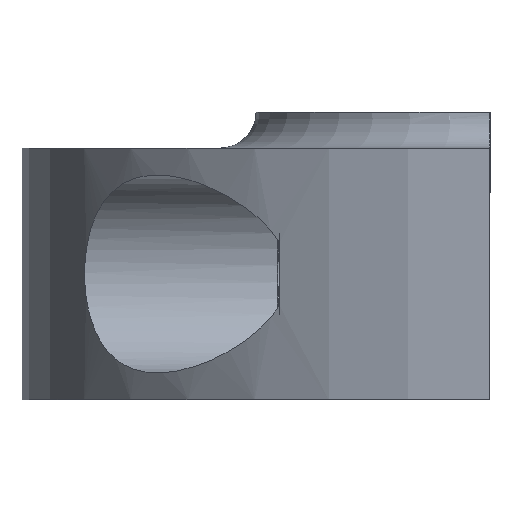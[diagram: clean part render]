
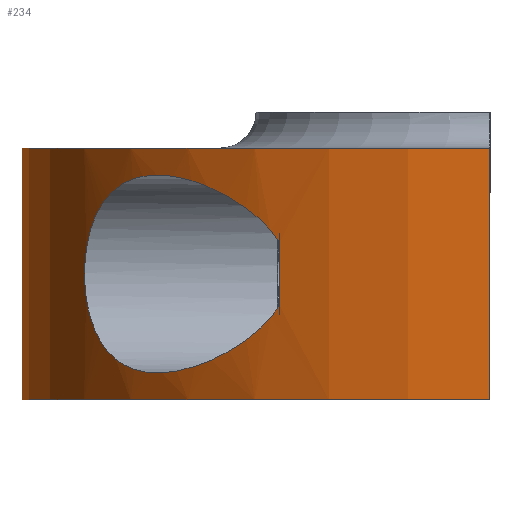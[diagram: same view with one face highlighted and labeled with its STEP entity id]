
A CAD part, left-side view. The second image highlights one B-rep face of the part: STEP entity #234.
In plain terms, the highlighted cylindrical face has radius 13.5 mm (diameter 27 mm), a partial arc.
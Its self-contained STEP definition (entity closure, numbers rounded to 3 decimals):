
#20=CYLINDRICAL_SURFACE('',#273,13.5);
#24=FACE_BOUND('',#93,.T.);
#25=FACE_BOUND('',#94,.T.);
#33=LINE('',#388,#47);
#34=LINE('',#430,#48);
#40=LINE('',#486,#54);
#41=LINE('',#490,#55);
#47=VECTOR('',#299,10.);
#48=VECTOR('',#308,10.);
#54=VECTOR('',#334,10.);
#55=VECTOR('',#339,10.);
#75=FACE_OUTER_BOUND('',#92,.T.);
#92=EDGE_LOOP('',(#203,#204,#205,#206));
#93=EDGE_LOOP('',(#207,#208));
#94=EDGE_LOOP('',(#209,#210));
#101=CIRCLE('',#257,13.5);
#107=CIRCLE('',#274,13.5);
#110=B_SPLINE_CURVE_WITH_KNOTS('',3,(#393,#394,#395,#396,#397,#398,#399,
#400,#401,#402,#403,#404,#405,#406,#407,#408,#409,#410,#411,#412,#413,#414,
#415,#416,#417,#418,#419,#420,#421,#422,#423,#424,#425,#426),
 .UNSPECIFIED.,.F.,.F.,(4,2,2,2,2,2,2,2,2,2,2,2,2,2,2,2,4),(0.095,
0.111,0.222,0.388,0.555,
0.688,0.821,0.922,1.024,
1.125,1.226,1.359,1.492,1.659,
1.825,1.936,1.952),.UNSPECIFIED.);
#111=B_SPLINE_CURVE_WITH_KNOTS('',3,(#435,#436,#437,#438,#439,#440,#441,
#442,#443,#444,#445,#446,#447,#448,#449,#450,#451,#452,#453,#454,#455,#456,
#457,#458,#459,#460,#461,#462,#463,#464,#465,#466,#467,#468),
 .UNSPECIFIED.,.F.,.F.,(4,2,2,2,2,2,2,2,2,2,2,2,2,2,2,2,4),(0.09,
0.095,0.248,0.397,0.545,
0.678,0.811,0.912,1.014,
1.115,1.217,1.349,1.482,1.649,
1.815,1.926,1.942),.UNSPECIFIED.);
#118=VERTEX_POINT('',#380);
#119=VERTEX_POINT('',#382);
#120=VERTEX_POINT('',#386);
#121=VERTEX_POINT('',#387);
#123=VERTEX_POINT('',#428);
#124=VERTEX_POINT('',#429);
#130=VERTEX_POINT('',#484);
#131=VERTEX_POINT('',#488);
#140=EDGE_CURVE('',#118,#119,#101,.T.);
#142=EDGE_CURVE('',#120,#121,#33,.T.);
#145=EDGE_CURVE('',#121,#120,#110,.T.);
#146=EDGE_CURVE('',#123,#124,#34,.T.);
#149=EDGE_CURVE('',#124,#123,#111,.T.);
#158=EDGE_CURVE('',#130,#119,#40,.T.);
#159=EDGE_CURVE('',#131,#130,#107,.T.);
#160=EDGE_CURVE('',#131,#118,#41,.T.);
#203=ORIENTED_EDGE('',*,*,#159,.T.);
#204=ORIENTED_EDGE('',*,*,#158,.T.);
#205=ORIENTED_EDGE('',*,*,#140,.F.);
#206=ORIENTED_EDGE('',*,*,#160,.F.);
#207=ORIENTED_EDGE('',*,*,#145,.T.);
#208=ORIENTED_EDGE('',*,*,#142,.T.);
#209=ORIENTED_EDGE('',*,*,#149,.T.);
#210=ORIENTED_EDGE('',*,*,#146,.T.);
#234=ADVANCED_FACE('',(#75,#24,#25),#20,.T.);
#257=AXIS2_PLACEMENT_3D('',#383,#294,#295);
#273=AXIS2_PLACEMENT_3D('',#487,#335,#336);
#274=AXIS2_PLACEMENT_3D('',#489,#337,#338);
#294=DIRECTION('center_axis',(0.,0.,1.));
#295=DIRECTION('ref_axis',(0.999,0.037,0.));
#299=DIRECTION('',(0.,0.,-1.));
#308=DIRECTION('',(0.,0.,1.));
#334=DIRECTION('',(0.,0.,1.));
#335=DIRECTION('center_axis',(0.,0.,1.));
#336=DIRECTION('ref_axis',(0.999,0.037,0.));
#337=DIRECTION('center_axis',(0.,0.,1.));
#338=DIRECTION('ref_axis',(0.999,0.037,0.));
#339=DIRECTION('',(0.,0.,1.));
#380=CARTESIAN_POINT('',(13.491,0.5,7.));
#382=CARTESIAN_POINT('',(-13.491,0.5,7.));
#383=CARTESIAN_POINT('Origin',(0.,0.,7.));
#386=CARTESIAN_POINT('',(-11.916,6.346,4.376));
#387=CARTESIAN_POINT('',(-11.916,6.346,2.624));
#388=CARTESIAN_POINT('',(-11.916,6.346,0.));
#393=CARTESIAN_POINT('Ctrl Pts',(-11.916,6.346,2.624));
#394=CARTESIAN_POINT('Ctrl Pts',(-11.901,6.372,2.581));
#395=CARTESIAN_POINT('Ctrl Pts',(-11.886,6.4,2.538));
#396=CARTESIAN_POINT('Ctrl Pts',(-11.757,6.638,2.201));
#397=CARTESIAN_POINT('Ctrl Pts',(-11.601,6.911,1.947));
#398=CARTESIAN_POINT('Ctrl Pts',(-11.189,7.567,1.44));
#399=CARTESIAN_POINT('Ctrl Pts',(-10.875,8.019,1.189));
#400=CARTESIAN_POINT('Ctrl Pts',(-10.157,8.911,0.843));
#401=CARTESIAN_POINT('Ctrl Pts',(-9.753,9.35,0.75));
#402=CARTESIAN_POINT('Ctrl Pts',(-9.034,10.042,0.75));
#403=CARTESIAN_POINT('Ctrl Pts',(-8.671,10.356,0.81));
#404=CARTESIAN_POINT('Ctrl Pts',(-7.968,10.907,1.102));
#405=CARTESIAN_POINT('Ctrl Pts',(-7.627,11.144,1.335));
#406=CARTESIAN_POINT('Ctrl Pts',(-7.144,11.457,1.862));
#407=CARTESIAN_POINT('Ctrl Pts',(-6.953,11.573,2.154));
#408=CARTESIAN_POINT('Ctrl Pts',(-6.695,11.724,2.804));
#409=CARTESIAN_POINT('Ctrl Pts',(-6.629,11.761,3.162));
#410=CARTESIAN_POINT('Ctrl Pts',(-6.629,11.761,3.838));
#411=CARTESIAN_POINT('Ctrl Pts',(-6.695,11.724,4.196));
#412=CARTESIAN_POINT('Ctrl Pts',(-6.953,11.573,4.846));
#413=CARTESIAN_POINT('Ctrl Pts',(-7.144,11.457,5.138));
#414=CARTESIAN_POINT('Ctrl Pts',(-7.627,11.144,5.665));
#415=CARTESIAN_POINT('Ctrl Pts',(-7.968,10.907,5.898));
#416=CARTESIAN_POINT('Ctrl Pts',(-8.671,10.356,6.19));
#417=CARTESIAN_POINT('Ctrl Pts',(-9.034,10.042,6.25));
#418=CARTESIAN_POINT('Ctrl Pts',(-9.753,9.35,6.25));
#419=CARTESIAN_POINT('Ctrl Pts',(-10.157,8.911,6.157));
#420=CARTESIAN_POINT('Ctrl Pts',(-10.875,8.019,5.811));
#421=CARTESIAN_POINT('Ctrl Pts',(-11.189,7.567,5.56));
#422=CARTESIAN_POINT('Ctrl Pts',(-11.601,6.911,5.053));
#423=CARTESIAN_POINT('Ctrl Pts',(-11.757,6.638,4.799));
#424=CARTESIAN_POINT('Ctrl Pts',(-11.886,6.4,4.462));
#425=CARTESIAN_POINT('Ctrl Pts',(-11.901,6.372,4.419));
#426=CARTESIAN_POINT('Ctrl Pts',(-11.916,6.346,4.376));
#428=CARTESIAN_POINT('',(11.916,6.346,2.624));
#429=CARTESIAN_POINT('',(11.916,6.346,4.376));
#430=CARTESIAN_POINT('',(11.916,6.346,0.));
#435=CARTESIAN_POINT('Ctrl Pts',(11.916,6.346,4.376));
#436=CARTESIAN_POINT('Ctrl Pts',(11.91,6.356,4.392));
#437=CARTESIAN_POINT('Ctrl Pts',(11.905,6.365,4.408));
#438=CARTESIAN_POINT('Ctrl Pts',(11.757,6.641,4.832));
#439=CARTESIAN_POINT('Ctrl Pts',(11.512,7.066,5.196));
#440=CARTESIAN_POINT('Ctrl Pts',(11.029,7.797,5.687));
#441=CARTESIAN_POINT('Ctrl Pts',(10.735,8.203,5.894));
#442=CARTESIAN_POINT('Ctrl Pts',(10.076,9.,6.175));
#443=CARTESIAN_POINT('Ctrl Pts',(9.71,9.392,6.25));
#444=CARTESIAN_POINT('Ctrl Pts',(9.034,10.042,6.25));
#445=CARTESIAN_POINT('Ctrl Pts',(8.671,10.356,6.19));
#446=CARTESIAN_POINT('Ctrl Pts',(7.968,10.907,5.898));
#447=CARTESIAN_POINT('Ctrl Pts',(7.627,11.144,5.665));
#448=CARTESIAN_POINT('Ctrl Pts',(7.144,11.457,5.138));
#449=CARTESIAN_POINT('Ctrl Pts',(6.953,11.573,4.846));
#450=CARTESIAN_POINT('Ctrl Pts',(6.695,11.724,4.196));
#451=CARTESIAN_POINT('Ctrl Pts',(6.629,11.761,3.838));
#452=CARTESIAN_POINT('Ctrl Pts',(6.629,11.761,3.162));
#453=CARTESIAN_POINT('Ctrl Pts',(6.695,11.724,2.804));
#454=CARTESIAN_POINT('Ctrl Pts',(6.953,11.573,2.154));
#455=CARTESIAN_POINT('Ctrl Pts',(7.144,11.457,1.862));
#456=CARTESIAN_POINT('Ctrl Pts',(7.627,11.144,1.335));
#457=CARTESIAN_POINT('Ctrl Pts',(7.968,10.907,1.102));
#458=CARTESIAN_POINT('Ctrl Pts',(8.671,10.356,0.81));
#459=CARTESIAN_POINT('Ctrl Pts',(9.034,10.042,0.75));
#460=CARTESIAN_POINT('Ctrl Pts',(9.753,9.35,0.75));
#461=CARTESIAN_POINT('Ctrl Pts',(10.157,8.911,0.843));
#462=CARTESIAN_POINT('Ctrl Pts',(10.875,8.019,1.189));
#463=CARTESIAN_POINT('Ctrl Pts',(11.189,7.567,1.44));
#464=CARTESIAN_POINT('Ctrl Pts',(11.601,6.911,1.947));
#465=CARTESIAN_POINT('Ctrl Pts',(11.757,6.638,2.201));
#466=CARTESIAN_POINT('Ctrl Pts',(11.886,6.4,2.538));
#467=CARTESIAN_POINT('Ctrl Pts',(11.901,6.372,2.581));
#468=CARTESIAN_POINT('Ctrl Pts',(11.916,6.346,2.624));
#484=CARTESIAN_POINT('',(-13.491,0.5,0.));
#486=CARTESIAN_POINT('',(-13.491,0.5,0.));
#487=CARTESIAN_POINT('Origin',(0.,0.,0.));
#488=CARTESIAN_POINT('',(13.491,0.5,0.));
#489=CARTESIAN_POINT('Origin',(0.,0.,0.));
#490=CARTESIAN_POINT('',(13.491,0.5,0.));
